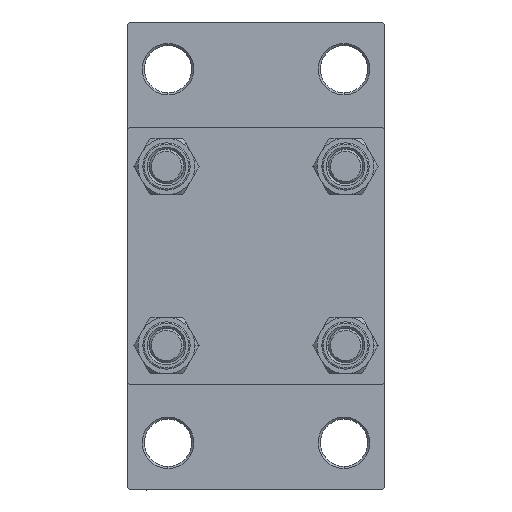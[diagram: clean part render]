
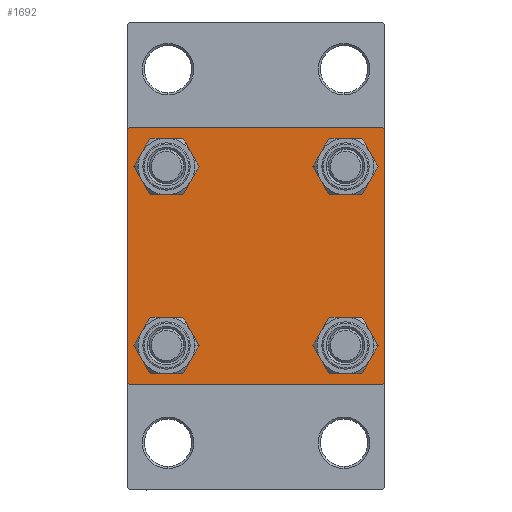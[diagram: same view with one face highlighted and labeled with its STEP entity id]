
A CAD part, left-side view. The second image highlights one B-rep face of the part: STEP entity #1692.
In plain terms, the highlighted planar face has unit normal (-1, 0, 0).
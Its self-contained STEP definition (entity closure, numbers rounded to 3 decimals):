
#16 = VERTEX_POINT ( 'NONE', #12918 ) ;
#1144 = CARTESIAN_POINT ( 'NONE',  ( 0., 0., 0. ) ) ;
#1350 = VECTOR ( 'NONE', #25806, 1000. ) ;
#1692 = ADVANCED_FACE ( 'NONE', ( #12217, #7661, #11263, #26195, #40836 ), #4528, .T. ) ;
#1885 = AXIS2_PLACEMENT_3D ( 'NONE', #45974, #31576, #14008 ) ;
#2676 = VERTEX_POINT ( 'NONE', #33469 ) ;
#2695 = EDGE_CURVE ( 'NONE', #43049, #11491, #17979, .T. ) ;
#3028 = DIRECTION ( 'NONE',  ( 0., -0.707, -0.707 ) ) ;
#3275 = EDGE_CURVE ( 'NONE', #19096, #17658, #38538, .T. ) ;
#3467 = EDGE_CURVE ( 'NONE', #16579, #28012, #21067, .T. ) ;
#4362 = DIRECTION ( 'NONE',  ( 0., 0., 1. ) ) ;
#4528 = PLANE ( 'NONE',  #28031 ) ;
#4630 = CARTESIAN_POINT ( 'NONE',  ( 0., 20.85, -25.35 ) ) ;
#5033 = EDGE_CURVE ( 'NONE', #28012, #16579, #13426, .T. ) ;
#5437 = ORIENTED_EDGE ( 'NONE', *, *, #34054, .T. ) ;
#5507 = DIRECTION ( 'NONE',  ( 0., 0.707, -0.707 ) ) ;
#7196 = CARTESIAN_POINT ( 'NONE',  ( 0., -30., 29.5 ) ) ;
#7295 = VERTEX_POINT ( 'NONE', #39527 ) ;
#7661 = FACE_BOUND ( 'NONE', #42987, .T. ) ;
#7737 = CARTESIAN_POINT ( 'NONE',  ( 0., -29.75, -29.75 ) ) ;
#8004 = VERTEX_POINT ( 'NONE', #44322 ) ;
#8401 = CARTESIAN_POINT ( 'NONE',  ( 0., -20.85, 20.85 ) ) ;
#8844 = CARTESIAN_POINT ( 'NONE',  ( 0., 20.85, -20.85 ) ) ;
#8867 = CARTESIAN_POINT ( 'NONE',  ( 0., 29.75, 29.75 ) ) ;
#9453 = VECTOR ( 'NONE', #5507, 1000. ) ;
#10606 = CARTESIAN_POINT ( 'NONE',  ( 0., -30., -29.5 ) ) ;
#10654 = VECTOR ( 'NONE', #14256, 1000. ) ;
#10985 = LINE ( 'NONE', #22312, #45021 ) ;
#11263 = FACE_BOUND ( 'NONE', #29363, .T. ) ;
#11491 = VERTEX_POINT ( 'NONE', #38467 ) ;
#11842 = VECTOR ( 'NONE', #20286, 1000. ) ;
#12217 = FACE_BOUND ( 'NONE', #28218, .T. ) ;
#12287 = LINE ( 'NONE', #26964, #27047 ) ;
#12704 = DIRECTION ( 'NONE',  ( 1., 0., 0. ) ) ;
#12918 = CARTESIAN_POINT ( 'NONE',  ( 0., -29.5, -30. ) ) ;
#12972 = LINE ( 'NONE', #8867, #9453 ) ;
#13082 = DIRECTION ( 'NONE',  ( 0., 0., 1. ) ) ;
#13345 = VERTEX_POINT ( 'NONE', #25904 ) ;
#13385 = ORIENTED_EDGE ( 'NONE', *, *, #5033, .T. ) ;
#13426 = CIRCLE ( 'NONE', #1885, 4.5 ) ;
#13914 = CARTESIAN_POINT ( 'NONE',  ( 0., 20.85, 25.35 ) ) ;
#14008 = DIRECTION ( 'NONE',  ( 0., 0., 1. ) ) ;
#14256 = DIRECTION ( 'NONE',  ( 0., -1., 0. ) ) ;
#14500 = DIRECTION ( 'NONE',  ( 0., 0., 1. ) ) ;
#14732 = LINE ( 'NONE', #7737, #1350 ) ;
#15125 = DIRECTION ( 'NONE',  ( -1., 0., 0. ) ) ;
#15961 = LINE ( 'NONE', #38965, #32677 ) ;
#16463 = EDGE_CURVE ( 'NONE', #8004, #23933, #12972, .T. ) ;
#16579 = VERTEX_POINT ( 'NONE', #13914 ) ;
#16857 = AXIS2_PLACEMENT_3D ( 'NONE', #32334, #46962, #29905 ) ;
#17389 = DIRECTION ( 'NONE',  ( 1., 0., 0. ) ) ;
#17658 = VERTEX_POINT ( 'NONE', #30022 ) ;
#17979 = CIRCLE ( 'NONE', #21831, 4.5 ) ;
#18617 = CARTESIAN_POINT ( 'NONE',  ( 0., 30., -29.5 ) ) ;
#18718 = EDGE_LOOP ( 'NONE', ( #32857, #20939, #31981, #23968, #26159, #38732, #39176, #18790 ) ) ;
#18790 = ORIENTED_EDGE ( 'NONE', *, *, #16463, .T. ) ;
#19096 = VERTEX_POINT ( 'NONE', #7196 ) ;
#19155 = AXIS2_PLACEMENT_3D ( 'NONE', #8401, #30538, #29833 ) ;
#19211 = DIRECTION ( 'NONE',  ( 0., 0., 1. ) ) ;
#19232 = EDGE_CURVE ( 'NONE', #40559, #37388, #24898, .T. ) ;
#20075 = CARTESIAN_POINT ( 'NONE',  ( 0., 20.85, 16.35 ) ) ;
#20137 = ORIENTED_EDGE ( 'NONE', *, *, #3467, .T. ) ;
#20253 = VERTEX_POINT ( 'NONE', #18617 ) ;
#20286 = DIRECTION ( 'NONE',  ( 0., 0.707, 0.707 ) ) ;
#20681 = EDGE_LOOP ( 'NONE', ( #20137, #13385 ) ) ;
#20772 = CARTESIAN_POINT ( 'NONE',  ( 0., 20.85, -20.85 ) ) ;
#20939 = ORIENTED_EDGE ( 'NONE', *, *, #25992, .T. ) ;
#21067 = CIRCLE ( 'NONE', #34124, 4.5 ) ;
#21077 = AXIS2_PLACEMENT_3D ( 'NONE', #8844, #12704, #41781 ) ;
#21212 = AXIS2_PLACEMENT_3D ( 'NONE', #20772, #17389, #14500 ) ;
#21831 = AXIS2_PLACEMENT_3D ( 'NONE', #22649, #37308, #4362 ) ;
#22035 = LINE ( 'NONE', #43166, #45676 ) ;
#22312 = CARTESIAN_POINT ( 'NONE',  ( 0., 30., -30. ) ) ;
#22585 = EDGE_CURVE ( 'NONE', #19096, #30740, #15961, .T. ) ;
#22649 = CARTESIAN_POINT ( 'NONE',  ( 0., -20.85, -20.85 ) ) ;
#23607 = DIRECTION ( 'NONE',  ( 1., 0., 0. ) ) ;
#23933 = VERTEX_POINT ( 'NONE', #31206 ) ;
#23968 = ORIENTED_EDGE ( 'NONE', *, *, #30826, .T. ) ;
#24850 = CARTESIAN_POINT ( 'NONE',  ( 0., 30., 30. ) ) ;
#24898 = CIRCLE ( 'NONE', #21077, 4.5 ) ;
#25806 = DIRECTION ( 'NONE',  ( 0., -0.707, 0.707 ) ) ;
#25904 = CARTESIAN_POINT ( 'NONE',  ( 0., -20.85, 25.35 ) ) ;
#25992 = EDGE_CURVE ( 'NONE', #20253, #2676, #22035, .T. ) ;
#26159 = ORIENTED_EDGE ( 'NONE', *, *, #22585, .F. ) ;
#26195 = FACE_BOUND ( 'NONE', #20681, .T. ) ;
#26964 = CARTESIAN_POINT ( 'NONE',  ( 0., 30., 30. ) ) ;
#27047 = VECTOR ( 'NONE', #30090, 1000. ) ;
#28012 = VERTEX_POINT ( 'NONE', #20075 ) ;
#28017 = EDGE_CURVE ( 'NONE', #13345, #7295, #44995, .T. ) ;
#28031 = AXIS2_PLACEMENT_3D ( 'NONE', #1144, #15125, #19211 ) ;
#28218 = EDGE_LOOP ( 'NONE', ( #39963, #5437 ) ) ;
#29363 = EDGE_LOOP ( 'NONE', ( #34877, #36147 ) ) ;
#29833 = DIRECTION ( 'NONE',  ( 0., 0., 1. ) ) ;
#29905 = DIRECTION ( 'NONE',  ( 0., 0., 1. ) ) ;
#30022 = CARTESIAN_POINT ( 'NONE',  ( 0., -29.5, 30. ) ) ;
#30090 = DIRECTION ( 'NONE',  ( 0., 0., -1. ) ) ;
#30538 = DIRECTION ( 'NONE',  ( 1., 0., 0. ) ) ;
#30740 = VERTEX_POINT ( 'NONE', #10606 ) ;
#30826 = EDGE_CURVE ( 'NONE', #16, #30740, #14732, .T. ) ;
#31100 = CARTESIAN_POINT ( 'NONE',  ( 0., -29.75, 29.75 ) ) ;
#31115 = CARTESIAN_POINT ( 'NONE',  ( 0., -20.85, 20.85 ) ) ;
#31206 = CARTESIAN_POINT ( 'NONE',  ( 0., 30., 29.5 ) ) ;
#31576 = DIRECTION ( 'NONE',  ( 1., 0., 0. ) ) ;
#31981 = ORIENTED_EDGE ( 'NONE', *, *, #45450, .T. ) ;
#32334 = CARTESIAN_POINT ( 'NONE',  ( 0., -20.85, -20.85 ) ) ;
#32677 = VECTOR ( 'NONE', #43036, 1000. ) ;
#32857 = ORIENTED_EDGE ( 'NONE', *, *, #42762, .T. ) ;
#32944 = CARTESIAN_POINT ( 'NONE',  ( 0., -20.85, -25.35 ) ) ;
#33469 = CARTESIAN_POINT ( 'NONE',  ( 0., 29.5, -30. ) ) ;
#33601 = DIRECTION ( 'NONE',  ( 0., -1., 0. ) ) ;
#33719 = EDGE_CURVE ( 'NONE', #8004, #17658, #43812, .T. ) ;
#34054 = EDGE_CURVE ( 'NONE', #7295, #13345, #44456, .T. ) ;
#34124 = AXIS2_PLACEMENT_3D ( 'NONE', #37767, #23607, #38243 ) ;
#34863 = ORIENTED_EDGE ( 'NONE', *, *, #2695, .T. ) ;
#34877 = ORIENTED_EDGE ( 'NONE', *, *, #44806, .T. ) ;
#34953 = DIRECTION ( 'NONE',  ( 1., 0., 0. ) ) ;
#35621 = EDGE_CURVE ( 'NONE', #11491, #43049, #37568, .T. ) ;
#36147 = ORIENTED_EDGE ( 'NONE', *, *, #19232, .T. ) ;
#37308 = DIRECTION ( 'NONE',  ( 1., 0., 0. ) ) ;
#37388 = VERTEX_POINT ( 'NONE', #47542 ) ;
#37568 = CIRCLE ( 'NONE', #16857, 4.5 ) ;
#37767 = CARTESIAN_POINT ( 'NONE',  ( 0., 20.85, 20.85 ) ) ;
#38243 = DIRECTION ( 'NONE',  ( 0., 0., 1. ) ) ;
#38467 = CARTESIAN_POINT ( 'NONE',  ( 0., -20.85, -16.35 ) ) ;
#38538 = LINE ( 'NONE', #31100, #11842 ) ;
#38732 = ORIENTED_EDGE ( 'NONE', *, *, #3275, .T. ) ;
#38873 = AXIS2_PLACEMENT_3D ( 'NONE', #31115, #34953, #13082 ) ;
#38965 = CARTESIAN_POINT ( 'NONE',  ( 0., -30., 30. ) ) ;
#39176 = ORIENTED_EDGE ( 'NONE', *, *, #33719, .F. ) ;
#39527 = CARTESIAN_POINT ( 'NONE',  ( 0., -20.85, 16.35 ) ) ;
#39617 = CIRCLE ( 'NONE', #21212, 4.5 ) ;
#39963 = ORIENTED_EDGE ( 'NONE', *, *, #28017, .T. ) ;
#40559 = VERTEX_POINT ( 'NONE', #4630 ) ;
#40836 = FACE_OUTER_BOUND ( 'NONE', #18718, .T. ) ;
#41781 = DIRECTION ( 'NONE',  ( 0., 0., 1. ) ) ;
#42762 = EDGE_CURVE ( 'NONE', #23933, #20253, #12287, .T. ) ;
#42987 = EDGE_LOOP ( 'NONE', ( #45692, #34863 ) ) ;
#43036 = DIRECTION ( 'NONE',  ( 0., 0., -1. ) ) ;
#43049 = VERTEX_POINT ( 'NONE', #32944 ) ;
#43166 = CARTESIAN_POINT ( 'NONE',  ( 0., 29.75, -29.75 ) ) ;
#43812 = LINE ( 'NONE', #24850, #10654 ) ;
#44322 = CARTESIAN_POINT ( 'NONE',  ( 0., 29.5, 30. ) ) ;
#44456 = CIRCLE ( 'NONE', #19155, 4.5 ) ;
#44806 = EDGE_CURVE ( 'NONE', #37388, #40559, #39617, .T. ) ;
#44995 = CIRCLE ( 'NONE', #38873, 4.5 ) ;
#45021 = VECTOR ( 'NONE', #33601, 1000. ) ;
#45450 = EDGE_CURVE ( 'NONE', #2676, #16, #10985, .T. ) ;
#45676 = VECTOR ( 'NONE', #3028, 1000. ) ;
#45692 = ORIENTED_EDGE ( 'NONE', *, *, #35621, .T. ) ;
#45974 = CARTESIAN_POINT ( 'NONE',  ( 0., 20.85, 20.85 ) ) ;
#46962 = DIRECTION ( 'NONE',  ( 1., 0., 0. ) ) ;
#47542 = CARTESIAN_POINT ( 'NONE',  ( 0., 20.85, -16.35 ) ) ;
